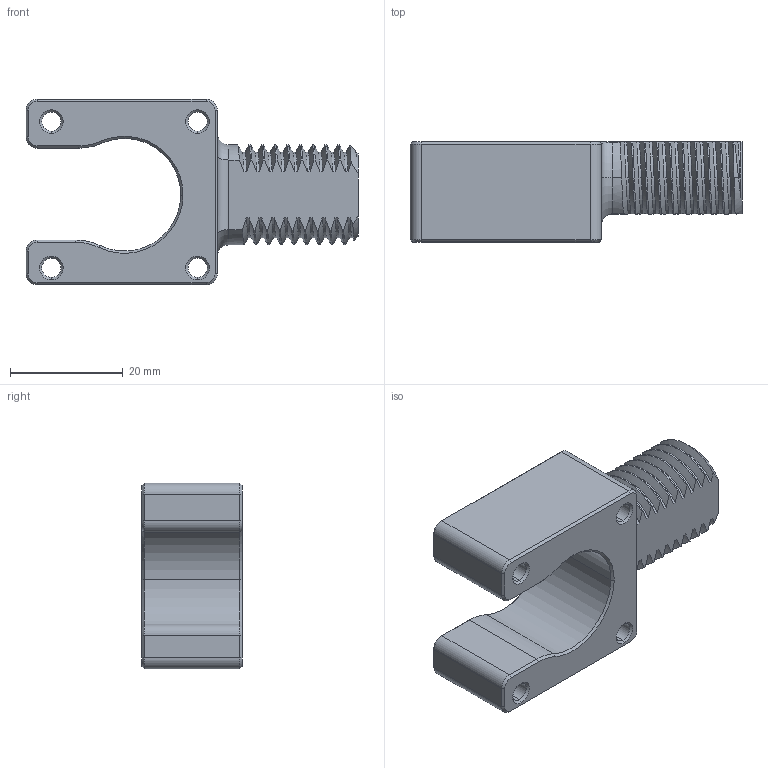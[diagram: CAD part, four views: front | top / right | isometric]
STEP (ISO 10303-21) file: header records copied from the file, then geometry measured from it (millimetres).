
FILE_DESCRIPTION (( 'STEP AP203' ), '1' );
FILE_NAME ('Drive_Tensioner.STEP', '2023-04-26T11:44:49', ( '' ), ( '' ), 'SwSTEP 2.0', 'SolidWorks 2018', '' );
FILE_SCHEMA (( 'CONFIG_CONTROL_DESIGN' ));
Length unit declared in the file: millimetre
Products named in the file (1): Drive_Tensioner
Bounding box: 59 x 17.8 x 33 mm (x, y, z)
Volume: 15785.8 mm3; surface area: 6684 mm2
Topology: 1 solids, 1 shells, 207 faces, 558 edges, 353 vertices
Faces by surface type: cylinder 94, cone 41, bspline 40, plane 28, torus 4
Entity records: 22632 total; most frequent: CARTESIAN_POINT 18038, ORIENTED_EDGE 1116, DIRECTION 757, EDGE_CURVE 558, VERTEX_POINT 353, AXIS2_PLACEMENT_3D 264, LINE 229, VECTOR 229
